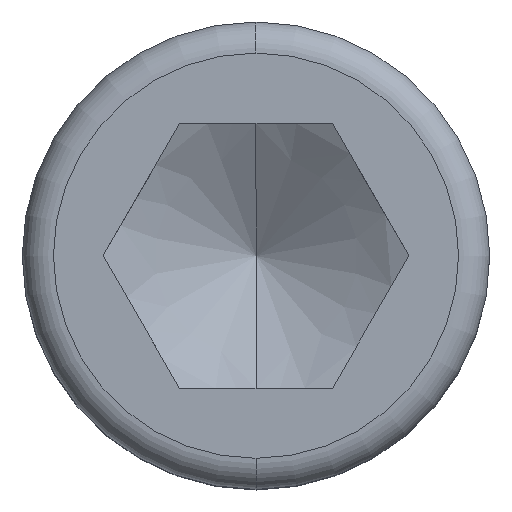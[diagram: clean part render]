
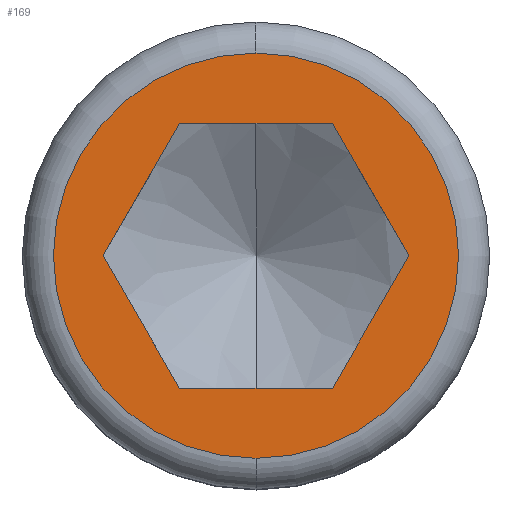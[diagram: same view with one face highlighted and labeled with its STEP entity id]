
A CAD part, top view. The second image highlights one B-rep face of the part: STEP entity #169.
In plain terms, the highlighted planar face has unit normal (0, 0, 1).
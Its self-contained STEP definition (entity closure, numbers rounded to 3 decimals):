
#153=VERTEX_POINT('',#380);
#163=VERTEX_POINT('',#392);
#165=VERTEX_POINT('',#394);
#169=ADVANCED_FACE('',(#398,#399),#400,.T.);
#185=EDGE_CURVE('',#153,#259,#418,.T.);
#191=VERTEX_POINT('',#426);
#197=EDGE_CURVE('',#281,#265,#433,.T.);
#251=EDGE_CURVE('',#259,#153,#495,.T.);
#255=EDGE_CURVE('',#163,#191,#499,.T.);
#257=EDGE_CURVE('',#265,#165,#501,.T.);
#259=VERTEX_POINT('',#503);
#265=VERTEX_POINT('',#509);
#277=EDGE_CURVE('',#329,#281,#522,.T.);
#281=VERTEX_POINT('',#526);
#301=EDGE_CURVE('',#165,#163,#548,.T.);
#327=EDGE_CURVE('',#191,#329,#577,.T.);
#329=VERTEX_POINT('',#579);
#380=CARTESIAN_POINT('',(0.,-13.0,20.0));
#392=CARTESIAN_POINT('',(9.815,0.,20.));
#394=CARTESIAN_POINT('',(4.907,8.5,20.));
#398=FACE_BOUND('',#647,.T.);
#399=FACE_OUTER_BOUND('',#648,.T.);
#400=PLANE('',#649);
#418=CIRCLE('',#675,13.0);
#426=CARTESIAN_POINT('',(4.908,-8.5,20.));
#433=LINE('',#692,#693);
#495=CIRCLE('',#791,13.0);
#499=LINE('',#798,#799);
#501=LINE('',#802,#803);
#503=CARTESIAN_POINT('',(0.,13.0,20.0));
#509=CARTESIAN_POINT('',(-4.908,8.5,20.));
#522=LINE('',#839,#840);
#526=CARTESIAN_POINT('',(-9.815,0.0,20.));
#548=LINE('',#882,#883);
#577=LINE('',#928,#929);
#579=CARTESIAN_POINT('',(-4.907,-8.5,20.));
#647=EDGE_LOOP('',(#1009,#1010,#1011,#1012,#1013,#1014));
#648=EDGE_LOOP('',(#1015,#1016));
#649=AXIS2_PLACEMENT_3D('',#1017,#1018,#1019);
#675=AXIS2_PLACEMENT_3D('',#1047,#1048,#1049);
#692=CARTESIAN_POINT('',(-6.134,6.375,20.));
#693=VECTOR('',#1078,1.0);
#791=AXIS2_PLACEMENT_3D('',#1165,#1166,#1167);
#798=CARTESIAN_POINT('',(6.134,-6.375,20.));
#799=VECTOR('',#1169,1.0);
#802=CARTESIAN_POINT('',(2.454,8.5,20.));
#803=VECTOR('',#1170,1.0);
#839=CARTESIAN_POINT('',(-8.588,-2.125,20.));
#840=VECTOR('',#1186,1.0);
#882=CARTESIAN_POINT('',(8.588,2.125,20.));
#883=VECTOR('',#1206,1.0);
#928=CARTESIAN_POINT('',(-2.454,-8.5,20.));
#929=VECTOR('',#1237,1.0);
#1009=ORIENTED_EDGE('',*,*,#277,.T.);
#1010=ORIENTED_EDGE('',*,*,#197,.T.);
#1011=ORIENTED_EDGE('',*,*,#257,.T.);
#1012=ORIENTED_EDGE('',*,*,#301,.T.);
#1013=ORIENTED_EDGE('',*,*,#255,.T.);
#1014=ORIENTED_EDGE('',*,*,#327,.T.);
#1015=ORIENTED_EDGE('',*,*,#185,.T.);
#1016=ORIENTED_EDGE('',*,*,#251,.T.);
#1017=CARTESIAN_POINT('',(0.,-12.408,20.0));
#1018=DIRECTION('',(0.0,0.0,1.0));
#1019=DIRECTION('',(0.,-1.0,0.0));
#1047=CARTESIAN_POINT('',(0.,0.,20.0));
#1048=DIRECTION('',(0.0,0.0,1.0));
#1049=DIRECTION('',(-1.0,0.0,0.0));
#1078=DIRECTION('',(0.5,0.866,0.0));
#1165=CARTESIAN_POINT('',(0.,0.,20.0));
#1166=DIRECTION('',(0.0,0.0,1.0));
#1167=DIRECTION('',(-1.0,0.0,0.0));
#1169=DIRECTION('',(-0.5,-0.866,0.0));
#1170=DIRECTION('',(1.0,0.0,0.0));
#1186=DIRECTION('',(-0.5,0.866,0.0));
#1206=DIRECTION('',(0.5,-0.866,0.0));
#1237=DIRECTION('',(-1.0,0.0,0.0));
